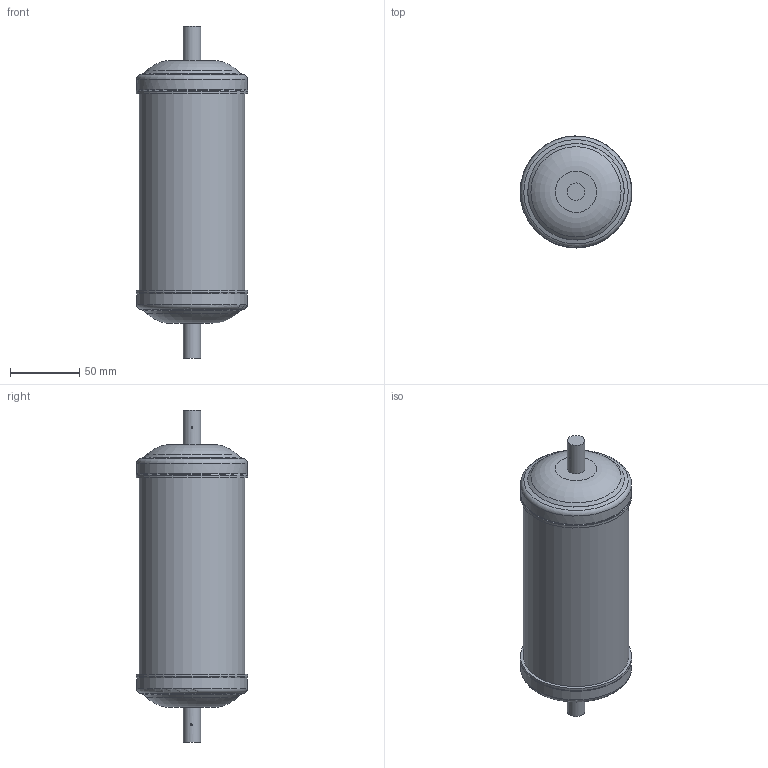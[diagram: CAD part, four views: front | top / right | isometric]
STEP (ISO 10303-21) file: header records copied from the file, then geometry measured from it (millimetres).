
FILE_DESCRIPTION(('TFLEX Exchange Step'),'2;1');
FILE_NAME('023B8021R - DGL 303s.stp', '2023-06-13T11:05:36+03:00',('RUCO2978'),('Unknown organisation'),'TFLEX Exchange 2022.1','T-FLEX CAD','Unknown authorisation');
FILE_SCHEMA( ('AP242_MANAGED_MODEL_BASED_3D_ENGINEERING_MIM_LF {1 0 10303 442 1 1 4 }') );
Length unit declared in the file: millimetre
Products named in the file (1): Nodes
Bounding box: 80.8 x 80.8 x 240 mm (x, y, z)
Volume: 849066.3 mm3; surface area: 54603.8 mm2
Topology: 1 solids, 1 shells, 28 faces, 86 edges, 64 vertices
Faces by surface type: torus 8, cylinder 7, plane 6, cone 5, sphere 2
Full cylindrical faces by diameter (mm): 12.6 x2, 76.2 x1, 80.2 x2, 80.8 x2
Entity records: 1599 total; most frequent: CARTESIAN_POINT 724, DIRECTION 196, ORIENTED_EDGE 168, AXIS2_PLACEMENT_3D 92, EDGE_CURVE 84, VERTEX_POINT 64, CIRCLE 62, EDGE_LOOP 34
